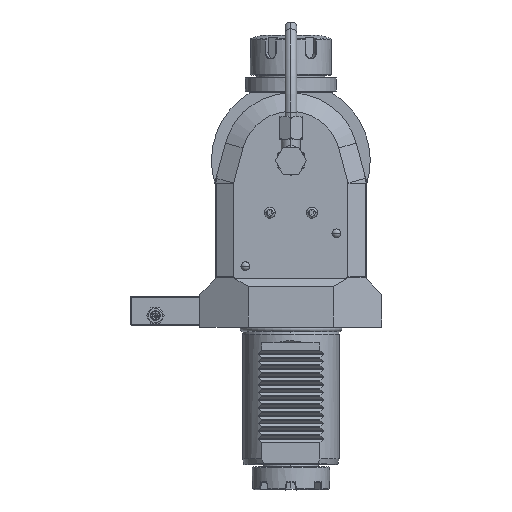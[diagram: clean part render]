
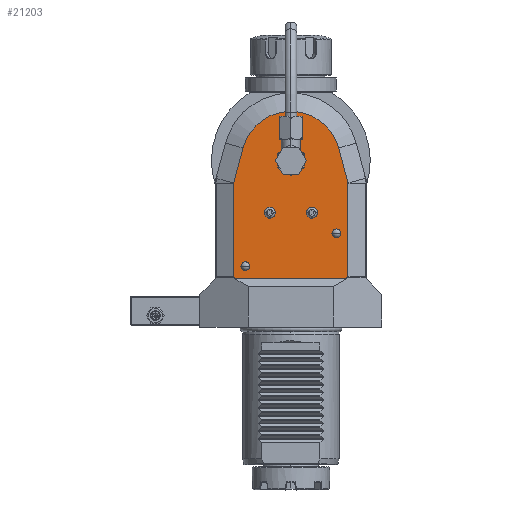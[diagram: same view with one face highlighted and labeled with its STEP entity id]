
A CAD part, top view. The second image highlights one B-rep face of the part: STEP entity #21203.
In plain terms, the highlighted planar face has unit normal (0, 0, 1).
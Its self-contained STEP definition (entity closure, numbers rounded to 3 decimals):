
#3000=DIRECTION('',(0.,-1.,0.));
#3001=VECTOR('',#3000,0.714);
#3002=CARTESIAN_POINT('',(-28.928,-60.286,40.));
#3003=LINE('',#3002,#3001);
#3028=DIRECTION('',(0.,-1.,0.));
#3029=VECTOR('',#3028,0.714);
#3030=CARTESIAN_POINT('',(28.928,-60.286,40.));
#3031=LINE('',#3030,#3029);
#5837=DIRECTION('',(-1.,0.,0.));
#5838=VECTOR('',#5837,57.856);
#5839=CARTESIAN_POINT('',(28.928,-61.,40.));
#5840=LINE('',#5839,#5838);
#5841=DIRECTION('',(0.894,-0.447,0.));
#5842=VECTOR('',#5841,0.639);
#5843=CARTESIAN_POINT('',(-29.5,-60.,40.));
#5844=LINE('',#5843,#5842);
#5845=DIRECTION('',(0.,-1.,0.));
#5846=VECTOR('',#5845,48.363);
#5847=CARTESIAN_POINT('',(-29.5,-11.637,40.));
#5848=LINE('',#5847,#5846);
#5849=CARTESIAN_POINT('',(-29.,-11.637,40.));
#5850=DIRECTION('',(0.,0.,1.));
#5851=DIRECTION('',(-0.966,0.259,0.));
#5852=AXIS2_PLACEMENT_3D('',#5849,#5850,#5851);
#5854=DIRECTION('',(-0.259,-0.966,0.));
#5855=VECTOR('',#5854,18.746);
#5856=CARTESIAN_POINT('',(-24.631,6.6,40.));
#5857=LINE('',#5856,#5855);
#5858=CARTESIAN_POINT('',(0.,0.,40.));
#5859=DIRECTION('',(0.,0.,1.));
#5860=DIRECTION('',(0.966,0.259,0.));
#5861=AXIS2_PLACEMENT_3D('',#5858,#5859,#5860);
#5863=DIRECTION('',(-0.259,0.966,0.));
#5864=VECTOR('',#5863,18.746);
#5865=CARTESIAN_POINT('',(29.483,-11.507,40.));
#5866=LINE('',#5865,#5864);
#5867=CARTESIAN_POINT('',(29.,-11.637,40.));
#5868=DIRECTION('',(0.,0.,1.));
#5869=DIRECTION('',(1.,0.,0.));
#5870=AXIS2_PLACEMENT_3D('',#5867,#5868,#5869);
#5872=DIRECTION('',(0.,1.,0.));
#5873=VECTOR('',#5872,48.363);
#5874=CARTESIAN_POINT('',(29.5,-60.,40.));
#5875=LINE('',#5874,#5873);
#5876=DIRECTION('',(0.894,0.447,0.));
#5877=VECTOR('',#5876,0.639);
#5878=CARTESIAN_POINT('',(28.928,-60.286,40.));
#5879=LINE('',#5878,#5877);
#5880=CARTESIAN_POINT('',(0.,0.,40.));
#5881=DIRECTION('',(0.,0.,1.));
#5882=DIRECTION('',(1.,0.,0.));
#5883=AXIS2_PLACEMENT_3D('',#5880,#5881,#5882);
#5885=CARTESIAN_POINT('',(0.,0.,40.));
#5886=DIRECTION('',(0.,0.,1.));
#5887=DIRECTION('',(-1.,0.,0.));
#5888=AXIS2_PLACEMENT_3D('',#5885,#5886,#5887);
#5890=CARTESIAN_POINT('',(10.864,-26.888,40.));
#5891=DIRECTION('',(0.,0.,1.));
#5892=DIRECTION('',(-1.,0.,0.));
#5893=AXIS2_PLACEMENT_3D('',#5890,#5891,#5892);
#5895=CARTESIAN_POINT('',(10.864,-26.888,40.));
#5896=DIRECTION('',(0.,0.,1.));
#5897=DIRECTION('',(1.,0.,0.));
#5898=AXIS2_PLACEMENT_3D('',#5895,#5896,#5897);
#5900=CARTESIAN_POINT('',(-10.864,-26.888,40.));
#5901=DIRECTION('',(0.,0.,1.));
#5902=DIRECTION('',(-1.,0.,0.));
#5903=AXIS2_PLACEMENT_3D('',#5900,#5901,#5902);
#5905=CARTESIAN_POINT('',(-10.864,-26.888,40.));
#5906=DIRECTION('',(0.,0.,1.));
#5907=DIRECTION('',(1.,0.,0.));
#5908=AXIS2_PLACEMENT_3D('',#5905,#5906,#5907);
#5910=CARTESIAN_POINT('',(-23.5,-54.5,40.));
#5911=DIRECTION('',(0.,0.,-1.));
#5912=DIRECTION('',(-1.,0.,0.));
#5913=AXIS2_PLACEMENT_3D('',#5910,#5911,#5912);
#5915=CARTESIAN_POINT('',(-23.5,-54.5,40.));
#5916=DIRECTION('',(0.,0.,-1.));
#5917=DIRECTION('',(1.,0.,0.));
#5918=AXIS2_PLACEMENT_3D('',#5915,#5916,#5917);
#5920=CARTESIAN_POINT('',(23.5,-37.5,40.));
#5921=DIRECTION('',(0.,0.,-1.));
#5922=DIRECTION('',(-1.,0.,0.));
#5923=AXIS2_PLACEMENT_3D('',#5920,#5921,#5922);
#5925=CARTESIAN_POINT('',(23.5,-37.5,40.));
#5926=DIRECTION('',(0.,0.,-1.));
#5927=DIRECTION('',(1.,0.,0.));
#5928=AXIS2_PLACEMENT_3D('',#5925,#5926,#5927);
#14135=CARTESIAN_POINT('',(24.631,6.6,40.));
#14136=CARTESIAN_POINT('',(-24.631,6.6,40.));
#14137=VERTEX_POINT('',#14135);
#14138=VERTEX_POINT('',#14136);
#14151=CARTESIAN_POINT('',(-29.483,-11.507,40.));
#14152=VERTEX_POINT('',#14151);
#14153=CARTESIAN_POINT('',(29.483,-11.507,40.));
#14154=VERTEX_POINT('',#14153);
#14155=CARTESIAN_POINT('',(-29.5,-11.637,40.));
#14156=VERTEX_POINT('',#14155);
#14157=CARTESIAN_POINT('',(29.5,-11.637,40.));
#14158=VERTEX_POINT('',#14157);
#14176=CARTESIAN_POINT('',(29.5,-60.,40.));
#14178=VERTEX_POINT('',#14176);
#14179=CARTESIAN_POINT('',(-29.5,-60.,40.));
#14181=VERTEX_POINT('',#14179);
#14493=CARTESIAN_POINT('',(-13.714,-26.888,40.));
#14494=CARTESIAN_POINT('',(-8.014,-26.888,40.));
#14495=VERTEX_POINT('',#14493);
#14496=VERTEX_POINT('',#14494);
#14529=CARTESIAN_POINT('',(8.014,-26.888,40.));
#14530=CARTESIAN_POINT('',(13.714,-26.888,40.));
#14531=VERTEX_POINT('',#14529);
#14532=VERTEX_POINT('',#14530);
#15309=CARTESIAN_POINT('',(6.5,0.,40.));
#15310=CARTESIAN_POINT('',(-6.5,0.,40.));
#15311=VERTEX_POINT('',#15309);
#15312=VERTEX_POINT('',#15310);
#15644=CARTESIAN_POINT('',(28.928,-60.286,40.));
#15645=VERTEX_POINT('',#15644);
#15646=CARTESIAN_POINT('',(-28.928,-60.286,40.));
#15647=VERTEX_POINT('',#15646);
#15792=CARTESIAN_POINT('',(-28.928,-61.,40.));
#15793=VERTEX_POINT('',#15792);
#15794=CARTESIAN_POINT('',(28.928,-61.,40.));
#15795=VERTEX_POINT('',#15794);
#15816=CARTESIAN_POINT('',(-25.75,-54.5,40.));
#15817=CARTESIAN_POINT('',(-21.25,-54.5,40.));
#15818=VERTEX_POINT('',#15816);
#15819=VERTEX_POINT('',#15817);
#15822=CARTESIAN_POINT('',(21.25,-37.5,40.));
#15823=CARTESIAN_POINT('',(25.75,-37.5,40.));
#15824=VERTEX_POINT('',#15822);
#15825=VERTEX_POINT('',#15823);
#21147=CARTESIAN_POINT('',(0.,0.,40.));
#21148=DIRECTION('',(0.,0.,1.));
#21149=DIRECTION('',(1.,0.,0.));
#21150=AXIS2_PLACEMENT_3D('',#21147,#21148,#21149);
#21151=PLANE('',#21150);
#21153=ORIENTED_EDGE('',*,*,#21152,.T.);
#21154=ORIENTED_EDGE('',*,*,#18688,.F.);
#21156=ORIENTED_EDGE('',*,*,#21155,.F.);
#21158=ORIENTED_EDGE('',*,*,#21157,.F.);
#21159=ORIENTED_EDGE('',*,*,#21139,.F.);
#21160=ORIENTED_EDGE('',*,*,#21100,.F.);
#21161=ORIENTED_EDGE('',*,*,#21083,.F.);
#21163=ORIENTED_EDGE('',*,*,#21162,.F.);
#21165=ORIENTED_EDGE('',*,*,#21164,.F.);
#21167=ORIENTED_EDGE('',*,*,#21166,.F.);
#21169=ORIENTED_EDGE('',*,*,#21168,.F.);
#21170=ORIENTED_EDGE('',*,*,#18722,.T.);
#21171=EDGE_LOOP('',(#21153,#21154,#21156,#21158,#21159,#21160,#21161,#21163,
#21165,#21167,#21169,#21170));
#21172=FACE_OUTER_BOUND('',#21171,.F.);
#21174=ORIENTED_EDGE('',*,*,#21173,.T.);
#21176=ORIENTED_EDGE('',*,*,#21175,.T.);
#21177=EDGE_LOOP('',(#21174,#21176));
#21178=FACE_BOUND('',#21177,.F.);
#21180=ORIENTED_EDGE('',*,*,#21179,.T.);
#21182=ORIENTED_EDGE('',*,*,#21181,.T.);
#21183=EDGE_LOOP('',(#21180,#21182));
#21184=FACE_BOUND('',#21183,.F.);
#21186=ORIENTED_EDGE('',*,*,#21185,.T.);
#21188=ORIENTED_EDGE('',*,*,#21187,.T.);
#21189=EDGE_LOOP('',(#21186,#21188));
#21190=FACE_BOUND('',#21189,.F.);
#21192=ORIENTED_EDGE('',*,*,#21191,.F.);
#21194=ORIENTED_EDGE('',*,*,#21193,.F.);
#21195=EDGE_LOOP('',(#21192,#21194));
#21196=FACE_BOUND('',#21195,.F.);
#21198=ORIENTED_EDGE('',*,*,#21197,.F.);
#21200=ORIENTED_EDGE('',*,*,#21199,.F.);
#21201=EDGE_LOOP('',(#21198,#21200));
#21202=FACE_BOUND('',#21201,.F.);
#5853=CIRCLE('',#5852,0.5);
#5862=CIRCLE('',#5861,25.5);
#5871=CIRCLE('',#5870,0.5);
#5884=CIRCLE('',#5883,6.5);
#5889=CIRCLE('',#5888,6.5);
#5894=CIRCLE('',#5893,2.85);
#5899=CIRCLE('',#5898,2.85);
#5904=CIRCLE('',#5903,2.85);
#5909=CIRCLE('',#5908,2.85);
#5914=CIRCLE('',#5913,2.25);
#5919=CIRCLE('',#5918,2.25);
#5924=CIRCLE('',#5923,2.25);
#5929=CIRCLE('',#5928,2.25);
#18688=EDGE_CURVE('',#15647,#15793,#3003,.T.);
#18722=EDGE_CURVE('',#15645,#15795,#3031,.T.);
#21083=EDGE_CURVE('',#14137,#14138,#5862,.T.);
#21100=EDGE_CURVE('',#14138,#14152,#5857,.T.);
#21139=EDGE_CURVE('',#14152,#14156,#5853,.T.);
#21152=EDGE_CURVE('',#15795,#15793,#5840,.T.);
#21155=EDGE_CURVE('',#14181,#15647,#5844,.T.);
#21157=EDGE_CURVE('',#14156,#14181,#5848,.T.);
#21162=EDGE_CURVE('',#14154,#14137,#5866,.T.);
#21164=EDGE_CURVE('',#14158,#14154,#5871,.T.);
#21166=EDGE_CURVE('',#14178,#14158,#5875,.T.);
#21168=EDGE_CURVE('',#15645,#14178,#5879,.T.);
#21173=EDGE_CURVE('',#15311,#15312,#5884,.T.);
#21175=EDGE_CURVE('',#15312,#15311,#5889,.T.);
#21179=EDGE_CURVE('',#14531,#14532,#5894,.T.);
#21181=EDGE_CURVE('',#14532,#14531,#5899,.T.);
#21185=EDGE_CURVE('',#14495,#14496,#5904,.T.);
#21187=EDGE_CURVE('',#14496,#14495,#5909,.T.);
#21191=EDGE_CURVE('',#15818,#15819,#5914,.T.);
#21193=EDGE_CURVE('',#15819,#15818,#5919,.T.);
#21197=EDGE_CURVE('',#15824,#15825,#5924,.T.);
#21199=EDGE_CURVE('',#15825,#15824,#5929,.T.);
#21203=ADVANCED_FACE('',(#21172,#21178,#21184,#21190,#21196,#21202),#21151,.T.);
